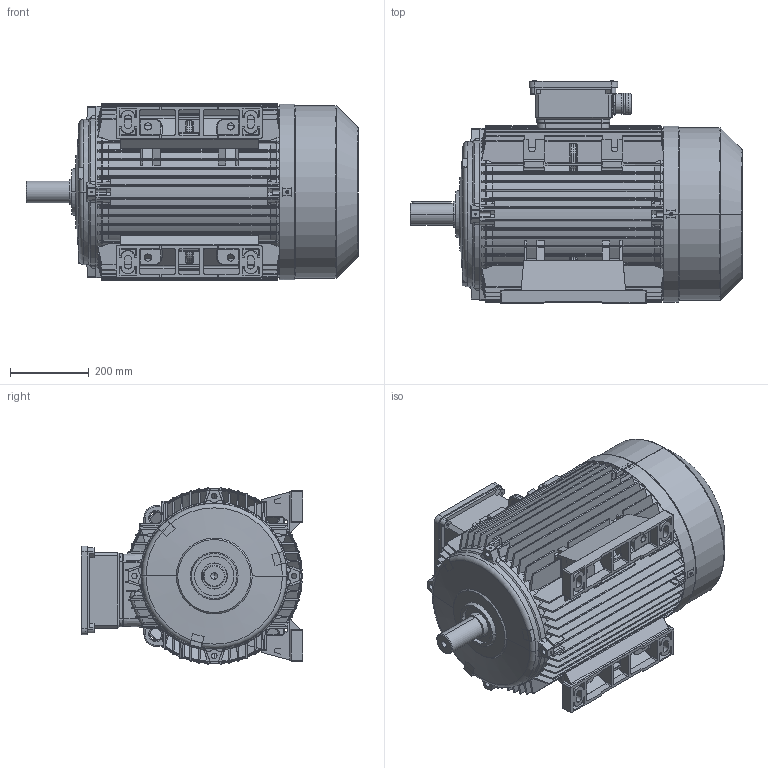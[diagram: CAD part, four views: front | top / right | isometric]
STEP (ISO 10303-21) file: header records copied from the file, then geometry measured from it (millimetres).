
FILE_DESCRIPTION (( 'STEP AP214' ), '1' );
FILE_NAME ('CA225 M-B3-IC411-2 POLES-TB TOP.STEP', '2024-09-23T08:48:16', ( '' ), ( '' ), 'SwSTEP 2.0', 'SolidWorks 2024', '' );
FILE_SCHEMA (( 'AUTOMOTIVE_DESIGN' ));
Length unit declared in the file: millimetre
Products named in the file (20): parallel_din_Parallel key A16 x 10 x 100 DIN 6885; Coperchio scatola morsetti 225T-250T; chiodino targhetta d.3.2x6; socket head cap screw_iso_ISO 4762 M6 x 25 --- 25C; Scatola morsetti 225T-250T; Ventola 250T-7Pale-4Poli diam.380; Guarnizione scatola-coperchio 225T-250T; Guarnizione scatola-motore 225-250T; Copriventola C250T; Coperchietto interno d.140; PRESSACAVO M50; Coprimorsettiera  225T-250T; Tappo M50; Targhetta motore_LAMIERA ALLUMINIO; Scudo serie 225M - rif. A27951_SENZA FORI COPERCHIETTO; Piede 225M; Albero 225M serie 2POLI ventilato; CA225 M-B3-IC411-2 POLES-TB TOP; Carcassa 250T; Scudo serie 225M con fori encoder
Assembly tree (23 placements, depth 3):
  CA225 M-B3-IC411-2 POLES-TB TOP
    Albero 225M serie 2POLI ventilato
    parallel_din_Parallel key A16 x 10 x 100 DIN 6885
    Coperchietto interno d.140
    Scudo serie 225M con fori encoder
    Scudo serie 225M - rif. A27951_SENZA FORI COPERCHIETTO
    Ventola 250T-7Pale-4Poli diam.380
    Copriventola C250T
    Targhetta motore_LAMIERA ALLUMINIO
    chiodino targhetta d.3.2x6
    Piede 225M  x2
    Carcassa 250T
    Coprimorsettiera  225T-250T
      Scatola morsetti 225T-250T
      Guarnizione scatola-coperchio 225T-250T
      Guarnizione scatola-motore 225-250T
      Coperchio scatola morsetti 225T-250T
      socket head cap screw_iso_ISO 4762 M6 x 25 --- 25C  x4
      Tappo M50
      PRESSACAVO M50
Bounding box: 842.5 x 563 x 448.85 mm (x, y, z)
Volume: 21056438 mm3; surface area: 5720117.5 mm2
Topology: 28 solids, 29 shells, 6378 faces, 17814 edges, 11429 vertices
Faces by surface type: plane 3632, cylinder 1443, torus 511, cone 441, bspline 299, sphere 52
Entity records: 216007 total; most frequent: CARTESIAN_POINT 62101, ORIENTED_EDGE 33590, DIRECTION 29239, EDGE_CURVE 16795, VECTOR 10885, LINE 10885, VERTEX_POINT 10872, AXIS2_PLACEMENT_3D 9177
